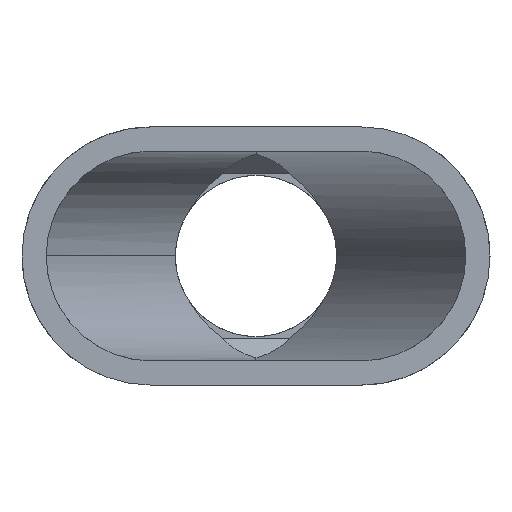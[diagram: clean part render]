
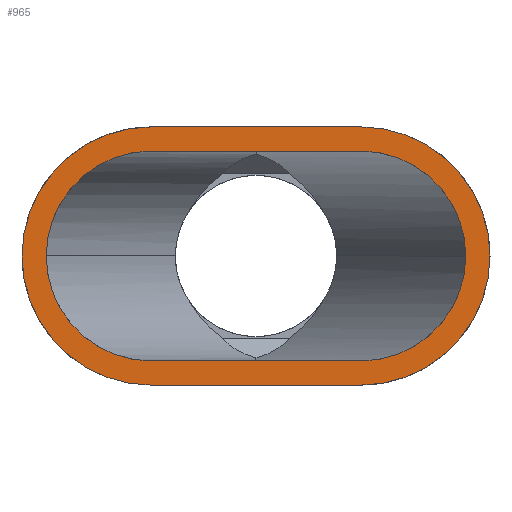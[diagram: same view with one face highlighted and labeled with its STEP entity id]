
A CAD part, front view. The second image highlights one B-rep face of the part: STEP entity #965.
In plain terms, the highlighted planar face has unit normal (0, -1, 0).
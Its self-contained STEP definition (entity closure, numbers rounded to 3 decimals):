
#42 = CARTESIAN_POINT ( 'NONE',  ( -1.3, -7., -1.6 ) ) ;
#44 = EDGE_CURVE ( 'NONE', #997, #556, #1141, .T. ) ;
#111 = CARTESIAN_POINT ( 'NONE',  ( -1.3, -7., 1.6 ) ) ;
#116 = CIRCLE ( 'NONE', #337, 1.3 ) ;
#129 = PLANE ( 'NONE',  #879 ) ;
#141 = DIRECTION ( 'NONE',  ( -1., 0., 0. ) ) ;
#176 = CIRCLE ( 'NONE', #1117, 1.3 ) ;
#189 = DIRECTION ( 'NONE',  ( 0., 0., 1. ) ) ;
#201 = ORIENTED_EDGE ( 'NONE', *, *, #1160, .F. ) ;
#221 = EDGE_LOOP ( 'NONE', ( #993, #888, #662, #655, #1328, #1517 ) ) ;
#246 = CARTESIAN_POINT ( 'NONE',  ( 2.9, -7., -1.6 ) ) ;
#248 = VECTOR ( 'NONE', #141, 1000. ) ;
#252 = DIRECTION ( 'NONE',  ( 0., 0., 1. ) ) ;
#264 = CARTESIAN_POINT ( 'NONE',  ( -2.6, -7., 0. ) ) ;
#266 = DIRECTION ( 'NONE',  ( 1., 0., 0. ) ) ;
#283 = ORIENTED_EDGE ( 'NONE', *, *, #1326, .T. ) ;
#294 = EDGE_CURVE ( 'NONE', #1460, #997, #116, .T. ) ;
#298 = CARTESIAN_POINT ( 'NONE',  ( 1.3, -7., 0. ) ) ;
#328 = CARTESIAN_POINT ( 'NONE',  ( -2.9, -7., 0. ) ) ;
#337 = AXIS2_PLACEMENT_3D ( 'NONE', #738, #1261, #1504 ) ;
#344 = VERTEX_POINT ( 'NONE', #1143 ) ;
#385 = CARTESIAN_POINT ( 'NONE',  ( 2.9, -7., 1.6 ) ) ;
#400 = CARTESIAN_POINT ( 'NONE',  ( 1.3, -7., -1.3 ) ) ;
#419 = CARTESIAN_POINT ( 'NONE',  ( 1.3, -7., 1.3 ) ) ;
#434 = DIRECTION ( 'NONE',  ( 0., -1., 0. ) ) ;
#437 = DIRECTION ( 'NONE',  ( 0., -1., 0. ) ) ;
#439 = DIRECTION ( 'NONE',  ( 0., 0., 1. ) ) ;
#440 = AXIS2_PLACEMENT_3D ( 'NONE', #983, #1120, #1608 ) ;
#461 = DIRECTION ( 'NONE',  ( 0., 0., 1. ) ) ;
#473 = CARTESIAN_POINT ( 'NONE',  ( 0., -7., 1.3 ) ) ;
#487 = EDGE_CURVE ( 'NONE', #712, #1613, #711, .T. ) ;
#518 = ORIENTED_EDGE ( 'NONE', *, *, #294, .F. ) ;
#539 = CARTESIAN_POINT ( 'NONE',  ( -1.3, -7., -1.3 ) ) ;
#551 = DIRECTION ( 'NONE',  ( 0., -1., 0. ) ) ;
#556 = VERTEX_POINT ( 'NONE', #539 ) ;
#583 = VERTEX_POINT ( 'NONE', #400 ) ;
#593 = ORIENTED_EDGE ( 'NONE', *, *, #1454, .T. ) ;
#619 = CIRCLE ( 'NONE', #922, 1.3 ) ;
#643 = DIRECTION ( 'NONE',  ( 0., -1., 0. ) ) ;
#652 = EDGE_CURVE ( 'NONE', #681, #1534, #619, .T. ) ;
#655 = ORIENTED_EDGE ( 'NONE', *, *, #1435, .F. ) ;
#662 = ORIENTED_EDGE ( 'NONE', *, *, #1292, .T. ) ;
#667 = EDGE_CURVE ( 'NONE', #1441, #344, #756, .T. ) ;
#671 = CIRCLE ( 'NONE', #440, 1.6 ) ;
#681 = VERTEX_POINT ( 'NONE', #720 ) ;
#711 = CIRCLE ( 'NONE', #1241, 1.6 ) ;
#712 = VERTEX_POINT ( 'NONE', #328 ) ;
#720 = CARTESIAN_POINT ( 'NONE',  ( 2.6, -7., 0. ) ) ;
#738 = CARTESIAN_POINT ( 'NONE',  ( -1.3, -7., 0. ) ) ;
#756 = CIRCLE ( 'NONE', #1539, 1.6 ) ;
#768 = DIRECTION ( 'NONE',  ( 0., -1., 0. ) ) ;
#769 = AXIS2_PLACEMENT_3D ( 'NONE', #906, #643, #1027 ) ;
#819 = AXIS2_PLACEMENT_3D ( 'NONE', #1641, #1467, #461 ) ;
#837 = DIRECTION ( 'NONE',  ( 1., 0., 0. ) ) ;
#858 = VECTOR ( 'NONE', #266, 1000. ) ;
#879 = AXIS2_PLACEMENT_3D ( 'NONE', #1294, #1037, #252 ) ;
#888 = ORIENTED_EDGE ( 'NONE', *, *, #667, .T. ) ;
#902 = CARTESIAN_POINT ( 'NONE',  ( -1.3, -7., 1.3 ) ) ;
#906 = CARTESIAN_POINT ( 'NONE',  ( -1.3, -7., 0. ) ) ;
#917 = CARTESIAN_POINT ( 'NONE',  ( 1.3, -7., -1.6 ) ) ;
#922 = AXIS2_PLACEMENT_3D ( 'NONE', #1585, #434, #439 ) ;
#956 = VERTEX_POINT ( 'NONE', #1030 ) ;
#962 = CARTESIAN_POINT ( 'NONE',  ( 1.3, -7., 0. ) ) ;
#965 = ADVANCED_FACE ( 'NONE', ( #1305, #1125 ), #129, .F. ) ;
#983 = CARTESIAN_POINT ( 'NONE',  ( 1.3, -7., 0. ) ) ;
#985 = LINE ( 'NONE', #473, #1171 ) ;
#992 = EDGE_CURVE ( 'NONE', #1331, #712, #1251, .T. ) ;
#993 = ORIENTED_EDGE ( 'NONE', *, *, #1458, .F. ) ;
#997 = VERTEX_POINT ( 'NONE', #264 ) ;
#1005 = LINE ( 'NONE', #246, #1046 ) ;
#1027 = DIRECTION ( 'NONE',  ( 0., 0., 1. ) ) ;
#1030 = CARTESIAN_POINT ( 'NONE',  ( 1.3, -7., 1.6 ) ) ;
#1037 = DIRECTION ( 'NONE',  ( 0., 1., 0. ) ) ;
#1046 = VECTOR ( 'NONE', #1275, 1000. ) ;
#1117 = AXIS2_PLACEMENT_3D ( 'NONE', #962, #437, #189 ) ;
#1120 = DIRECTION ( 'NONE',  ( 0., -1., 0. ) ) ;
#1125 = FACE_BOUND ( 'NONE', #1387, .T. ) ;
#1141 = CIRCLE ( 'NONE', #819, 1.3 ) ;
#1143 = CARTESIAN_POINT ( 'NONE',  ( 2.9, -7., 0. ) ) ;
#1146 = ORIENTED_EDGE ( 'NONE', *, *, #44, .F. ) ;
#1160 = EDGE_CURVE ( 'NONE', #583, #681, #176, .T. ) ;
#1171 = VECTOR ( 'NONE', #837, 1000. ) ;
#1241 = AXIS2_PLACEMENT_3D ( 'NONE', #1391, #768, #1658 ) ;
#1251 = CIRCLE ( 'NONE', #769, 1.6 ) ;
#1261 = DIRECTION ( 'NONE',  ( 0., -1., 0. ) ) ;
#1275 = DIRECTION ( 'NONE',  ( -1., 0., 0. ) ) ;
#1288 = CARTESIAN_POINT ( 'NONE',  ( 0., -7., -1.3 ) ) ;
#1292 = EDGE_CURVE ( 'NONE', #344, #956, #671, .T. ) ;
#1294 = CARTESIAN_POINT ( 'NONE',  ( 0., -7., 0. ) ) ;
#1305 = FACE_OUTER_BOUND ( 'NONE', #221, .T. ) ;
#1326 = EDGE_CURVE ( 'NONE', #1460, #1534, #985, .T. ) ;
#1328 = ORIENTED_EDGE ( 'NONE', *, *, #992, .T. ) ;
#1331 = VERTEX_POINT ( 'NONE', #111 ) ;
#1387 = EDGE_LOOP ( 'NONE', ( #201, #593, #1146, #518, #283, #1493 ) ) ;
#1391 = CARTESIAN_POINT ( 'NONE',  ( -1.3, -7., 0. ) ) ;
#1406 = LINE ( 'NONE', #385, #858 ) ;
#1435 = EDGE_CURVE ( 'NONE', #1331, #956, #1406, .T. ) ;
#1441 = VERTEX_POINT ( 'NONE', #917 ) ;
#1454 = EDGE_CURVE ( 'NONE', #583, #556, #1565, .T. ) ;
#1458 = EDGE_CURVE ( 'NONE', #1441, #1613, #1005, .T. ) ;
#1460 = VERTEX_POINT ( 'NONE', #902 ) ;
#1467 = DIRECTION ( 'NONE',  ( 0., -1., 0. ) ) ;
#1493 = ORIENTED_EDGE ( 'NONE', *, *, #652, .F. ) ;
#1504 = DIRECTION ( 'NONE',  ( 0., 0., 1. ) ) ;
#1517 = ORIENTED_EDGE ( 'NONE', *, *, #487, .T. ) ;
#1534 = VERTEX_POINT ( 'NONE', #419 ) ;
#1539 = AXIS2_PLACEMENT_3D ( 'NONE', #298, #551, #1580 ) ;
#1565 = LINE ( 'NONE', #1288, #248 ) ;
#1580 = DIRECTION ( 'NONE',  ( 0., 0., 1. ) ) ;
#1585 = CARTESIAN_POINT ( 'NONE',  ( 1.3, -7., 0. ) ) ;
#1608 = DIRECTION ( 'NONE',  ( 0., 0., 1. ) ) ;
#1613 = VERTEX_POINT ( 'NONE', #42 ) ;
#1641 = CARTESIAN_POINT ( 'NONE',  ( -1.3, -7., 0. ) ) ;
#1658 = DIRECTION ( 'NONE',  ( 0., 0., 1. ) ) ;
